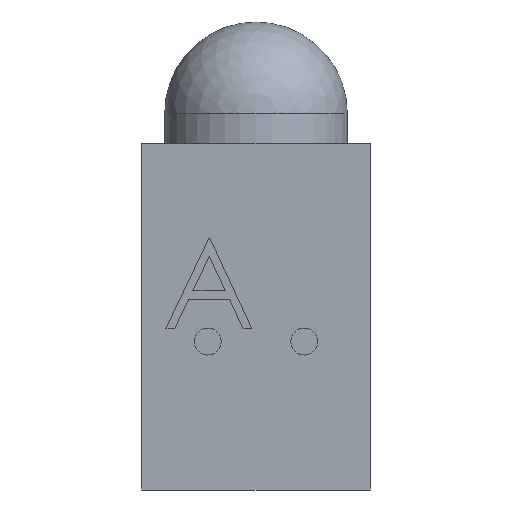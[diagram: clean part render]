
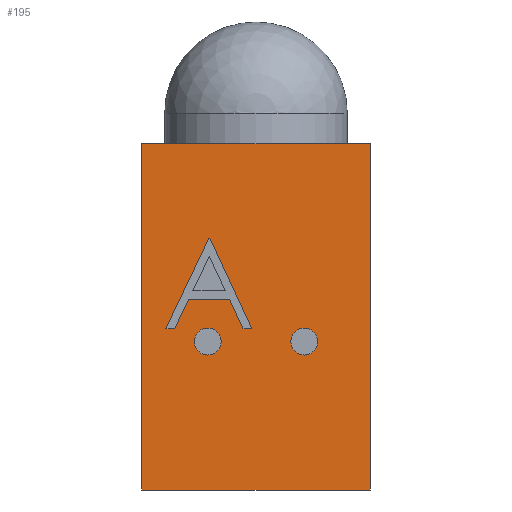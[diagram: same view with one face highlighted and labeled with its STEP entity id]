
A CAD part, front view. The second image highlights one B-rep face of the part: STEP entity #195.
In plain terms, the highlighted planar face has unit normal (0, -1, 0).
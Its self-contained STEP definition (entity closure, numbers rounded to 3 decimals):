
#2 = EDGE_CURVE ( 'NONE', #51, #191, #329, .T. ) ;
#3 = ORIENTED_EDGE ( 'NONE', *, *, #2, .F. ) ;
#4 = VERTEX_POINT ( 'NONE', #325 ) ;
#15 = ORIENTED_EDGE ( 'NONE', *, *, #22, .T. ) ;
#16 = EDGE_CURVE ( 'NONE', #26, #20, #365, .T. ) ;
#17 = ORIENTED_EDGE ( 'NONE', *, *, #18, .T. ) ;
#18 = EDGE_CURVE ( 'NONE', #20, #19, #361, .T. ) ;
#19 = VERTEX_POINT ( 'NONE', #356 ) ;
#20 = VERTEX_POINT ( 'NONE', #357 ) ;
#22 = EDGE_CURVE ( 'NONE', #19, #41, #347, .T. ) ;
#24 = ORIENTED_EDGE ( 'NONE', *, *, #16, .T. ) ;
#25 = ORIENTED_EDGE ( 'NONE', *, *, #36, .T. ) ;
#26 = VERTEX_POINT ( 'NONE', #377 ) ;
#27 = ORIENTED_EDGE ( 'NONE', *, *, #32, .T. ) ;
#28 = VERTEX_POINT ( 'NONE', #376 ) ;
#29 = ORIENTED_EDGE ( 'NONE', *, *, #31, .T. ) ;
#30 = VERTEX_POINT ( 'NONE', #375 ) ;
#31 = EDGE_CURVE ( 'NONE', #33, #30, #374, .T. ) ;
#32 = EDGE_CURVE ( 'NONE', #28, #33, #370, .T. ) ;
#33 = VERTEX_POINT ( 'NONE', #403 ) ;
#34 = ORIENTED_EDGE ( 'NONE', *, *, #35, .T. ) ;
#35 = EDGE_CURVE ( 'NONE', #30, #26, #402, .T. ) ;
#36 = EDGE_CURVE ( 'NONE', #47, #28, #398, .T. ) ;
#37 = VERTEX_POINT ( 'NONE', #394 ) ;
#38 = EDGE_LOOP ( 'NONE', ( #48, #42 ) ) ;
#39 = ORIENTED_EDGE ( 'NONE', *, *, #40, .T. ) ;
#40 = EDGE_CURVE ( 'NONE', #41, #47, #393, .T. ) ;
#41 = VERTEX_POINT ( 'NONE', #437 ) ;
#42 = ORIENTED_EDGE ( 'NONE', *, *, #139, .F. ) ;
#43 = ORIENTED_EDGE ( 'NONE', *, *, #44, .F. ) ;
#44 = EDGE_CURVE ( 'NONE', #37, #51, #436, .T. ) ;
#45 = EDGE_CURVE ( 'NONE', #4, #37, #432, .T. ) ;
#46 = ORIENTED_EDGE ( 'NONE', *, *, #45, .F. ) ;
#47 = VERTEX_POINT ( 'NONE', #428 ) ;
#48 = ORIENTED_EDGE ( 'NONE', *, *, #49, .F. ) ;
#49 = EDGE_CURVE ( 'NONE', #140, #94, #427, .T. ) ;
#50 = EDGE_LOOP ( 'NONE', ( #39, #25, #27, #29, #34, #24, #17, #15 ) ) ;
#51 = VERTEX_POINT ( 'NONE', #422 ) ;
#92 = EDGE_CURVE ( 'NONE', #146, #141, #514, .T. ) ;
#94 = VERTEX_POINT ( 'NONE', #509 ) ;
#139 = EDGE_CURVE ( 'NONE', #94, #140, #686, .T. ) ;
#140 = VERTEX_POINT ( 'NONE', #722 ) ;
#141 = VERTEX_POINT ( 'NONE', #721 ) ;
#146 = VERTEX_POINT ( 'NONE', #715 ) ;
#190 = EDGE_CURVE ( 'NONE', #191, #4, #806, .T. ) ;
#191 = VERTEX_POINT ( 'NONE', #840 ) ;
#195 = ADVANCED_FACE ( 'NONE', ( #900, #899, #896, #895 ), #1007, .T. ) ;
#196 = EDGE_LOOP ( 'NONE', ( #197, #199 ) ) ;
#197 = ORIENTED_EDGE ( 'NONE', *, *, #198, .F. ) ;
#198 = EDGE_CURVE ( 'NONE', #141, #146, #996, .T. ) ;
#199 = ORIENTED_EDGE ( 'NONE', *, *, #92, .F. ) ;
#200 = EDGE_LOOP ( 'NONE', ( #201, #3, #43, #46 ) ) ;
#201 = ORIENTED_EDGE ( 'NONE', *, *, #190, .F. ) ;
#325 = CARTESIAN_POINT ( 'NONE',  ( 0., 0., 0. ) ) ;
#326 = DIRECTION ( 'NONE',  ( -1., 0., 0. ) ) ;
#327 = VECTOR ( 'NONE', #326, 1000. ) ;
#328 = CARTESIAN_POINT ( 'NONE',  ( 0., 0., -9.1 ) ) ;
#329 = LINE ( 'NONE', #328, #327 ) ;
#344 = DIRECTION ( 'NONE',  ( -1., 0., 0. ) ) ;
#345 = VECTOR ( 'NONE', #344, 1000. ) ;
#346 = CARTESIAN_POINT ( 'NONE',  ( 0.863, 0., -4.868 ) ) ;
#347 = LINE ( 'NONE', #346, #345 ) ;
#356 = CARTESIAN_POINT ( 'NONE',  ( 0.863, 0., -4.868 ) ) ;
#357 = CARTESIAN_POINT ( 'NONE',  ( 1.226, 0., -4.104 ) ) ;
#358 = DIRECTION ( 'NONE',  ( -0.429, 0., -0.903 ) ) ;
#359 = VECTOR ( 'NONE', #358, 1000. ) ;
#360 = CARTESIAN_POINT ( 'NONE',  ( 1.226, 0., -4.104 ) ) ;
#361 = LINE ( 'NONE', #360, #359 ) ;
#362 = DIRECTION ( 'NONE',  ( -1., 0., 0. ) ) ;
#363 = VECTOR ( 'NONE', #362, 1000. ) ;
#364 = CARTESIAN_POINT ( 'NONE',  ( 2.305, 0., -4.104 ) ) ;
#365 = LINE ( 'NONE', #364, #363 ) ;
#368 = VECTOR ( 'NONE', #404, 1000. ) ;
#369 = CARTESIAN_POINT ( 'NONE',  ( 1.79, 0., -2.486 ) ) ;
#370 = LINE ( 'NONE', #369, #368 ) ;
#371 = DIRECTION ( 'NONE',  ( -1., 0., 0. ) ) ;
#372 = VECTOR ( 'NONE', #371, 1000. ) ;
#373 = CARTESIAN_POINT ( 'NONE',  ( 2.889, 0., -4.868 ) ) ;
#374 = LINE ( 'NONE', #373, #372 ) ;
#375 = CARTESIAN_POINT ( 'NONE',  ( 2.657, 0., -4.868 ) ) ;
#376 = CARTESIAN_POINT ( 'NONE',  ( 1.79, 0., -2.486 ) ) ;
#377 = CARTESIAN_POINT ( 'NONE',  ( 2.305, 0., -4.104 ) ) ;
#390 = DIRECTION ( 'NONE',  ( 0.429, 0., 0.904 ) ) ;
#391 = VECTOR ( 'NONE', #390, 1000. ) ;
#392 = CARTESIAN_POINT ( 'NONE',  ( 0.63, 0., -4.868 ) ) ;
#393 = LINE ( 'NONE', #392, #391 ) ;
#394 = CARTESIAN_POINT ( 'NONE',  ( 6., 0., 0. ) ) ;
#395 = DIRECTION ( 'NONE',  ( 1., 0., 0. ) ) ;
#396 = VECTOR ( 'NONE', #395, 1000. ) ;
#397 = CARTESIAN_POINT ( 'NONE',  ( 1.76, 0., -2.486 ) ) ;
#398 = LINE ( 'NONE', #397, #396 ) ;
#399 = DIRECTION ( 'NONE',  ( -0.419, 0., 0.908 ) ) ;
#400 = VECTOR ( 'NONE', #399, 1000. ) ;
#401 = CARTESIAN_POINT ( 'NONE',  ( 2.657, 0., -4.868 ) ) ;
#402 = LINE ( 'NONE', #401, #400 ) ;
#403 = CARTESIAN_POINT ( 'NONE',  ( 2.889, 0., -4.868 ) ) ;
#404 = DIRECTION ( 'NONE',  ( 0.419, 0., -0.908 ) ) ;
#422 = CARTESIAN_POINT ( 'NONE',  ( 6., 0., -9.1 ) ) ;
#423 = DIRECTION ( 'NONE',  ( 0., 0., -1. ) ) ;
#424 = DIRECTION ( 'NONE',  ( 0., -1., 0. ) ) ;
#425 = CARTESIAN_POINT ( 'NONE',  ( 1.73, 0., -5.2 ) ) ;
#426 = AXIS2_PLACEMENT_3D ( 'NONE', #425, #424, #423 ) ;
#427 = CIRCLE ( 'NONE', #426, 0.354 ) ;
#428 = CARTESIAN_POINT ( 'NONE',  ( 1.76, 0., -2.486 ) ) ;
#429 = DIRECTION ( 'NONE',  ( 1., 0., 0. ) ) ;
#430 = VECTOR ( 'NONE', #429, 1000. ) ;
#431 = CARTESIAN_POINT ( 'NONE',  ( 0., 0., 0. ) ) ;
#432 = LINE ( 'NONE', #431, #430 ) ;
#433 = DIRECTION ( 'NONE',  ( 0., 0., -1. ) ) ;
#434 = VECTOR ( 'NONE', #433, 1000. ) ;
#435 = CARTESIAN_POINT ( 'NONE',  ( 6., 0., 0. ) ) ;
#436 = LINE ( 'NONE', #435, #434 ) ;
#437 = CARTESIAN_POINT ( 'NONE',  ( 0.63, 0., -4.868 ) ) ;
#509 = CARTESIAN_POINT ( 'NONE',  ( 1.73, 0., -5.554 ) ) ;
#510 = DIRECTION ( 'NONE',  ( 0., 0., -1. ) ) ;
#511 = DIRECTION ( 'NONE',  ( 0., -1., 0. ) ) ;
#512 = CARTESIAN_POINT ( 'NONE',  ( 4.27, 0., -5.2 ) ) ;
#513 = AXIS2_PLACEMENT_3D ( 'NONE', #512, #511, #510 ) ;
#514 = CIRCLE ( 'NONE', #513, 0.354 ) ;
#683 = DIRECTION ( 'NONE',  ( 0., -1., 0. ) ) ;
#684 = CARTESIAN_POINT ( 'NONE',  ( 1.73, 0., -5.2 ) ) ;
#685 = AXIS2_PLACEMENT_3D ( 'NONE', #684, #683, #723 ) ;
#686 = CIRCLE ( 'NONE', #685, 0.354 ) ;
#715 = CARTESIAN_POINT ( 'NONE',  ( 4.27, 0., -5.554 ) ) ;
#721 = CARTESIAN_POINT ( 'NONE',  ( 4.27, 0., -4.846 ) ) ;
#722 = CARTESIAN_POINT ( 'NONE',  ( 1.73, 0., -4.846 ) ) ;
#723 = DIRECTION ( 'NONE',  ( 0., 0., -1. ) ) ;
#803 = DIRECTION ( 'NONE',  ( 0., 0., 1. ) ) ;
#804 = VECTOR ( 'NONE', #803, 1000. ) ;
#805 = CARTESIAN_POINT ( 'NONE',  ( 0., 0., 0. ) ) ;
#806 = LINE ( 'NONE', #805, #804 ) ;
#840 = CARTESIAN_POINT ( 'NONE',  ( 0., 0., -9.1 ) ) ;
#895 = FACE_BOUND ( 'NONE', #50, .T. ) ;
#896 = FACE_BOUND ( 'NONE', #38, .T. ) ;
#899 = FACE_OUTER_BOUND ( 'NONE', #200, .T. ) ;
#900 = FACE_BOUND ( 'NONE', #196, .T. ) ;
#911 = DIRECTION ( 'NONE',  ( 0., 0., -1. ) ) ;
#912 = DIRECTION ( 'NONE',  ( 0., -1., 0. ) ) ;
#913 = CARTESIAN_POINT ( 'NONE',  ( 0., 0., -9.1 ) ) ;
#914 = AXIS2_PLACEMENT_3D ( 'NONE', #913, #912, #911 ) ;
#915 = CARTESIAN_POINT ( 'NONE',  ( 4.27, 0., -5.2 ) ) ;
#993 = DIRECTION ( 'NONE',  ( 0., 0., -1. ) ) ;
#994 = DIRECTION ( 'NONE',  ( 0., -1., 0. ) ) ;
#995 = AXIS2_PLACEMENT_3D ( 'NONE', #915, #994, #993 ) ;
#996 = CIRCLE ( 'NONE', #995, 0.354 ) ;
#1007 = PLANE ( 'NONE',  #914 ) ;
